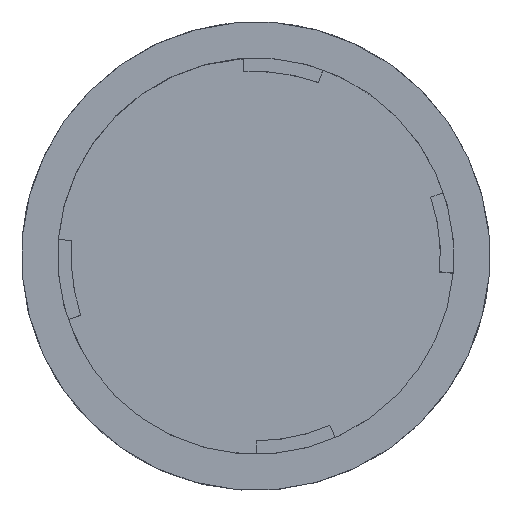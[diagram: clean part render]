
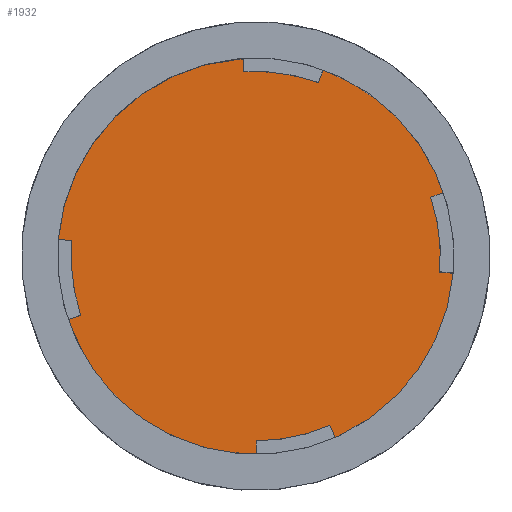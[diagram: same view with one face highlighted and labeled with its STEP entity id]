
A CAD part, top view. The second image highlights one B-rep face of the part: STEP entity #1932.
In plain terms, the highlighted planar face has unit normal (0, 0, 1).
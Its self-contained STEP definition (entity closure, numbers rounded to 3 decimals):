
#1071=CARTESIAN_POINT('',(29.573,101.734,-10.));
#1072=VERTEX_POINT('',#1071);
#1108=CARTESIAN_POINT('',(29.5,99.947,-10.));
#1109=VERTEX_POINT('',#1108);
#1116=CARTESIAN_POINT('',(50.,100.,-10.));
#1117=DIRECTION('',(0.,0.,-1.));
#1118=DIRECTION('',(0.996,-0.087,0.));
#1119=AXIS2_PLACEMENT_3D('',#1116,#1117,#1118);
#1120=CIRCLE('',#1119,20.5);
#1121=EDGE_CURVE('',#1109,#1072,#1120,.T.);
#1133=CARTESIAN_POINT('',(70.427,98.266,-10.));
#1134=VERTEX_POINT('',#1133);
#1170=CARTESIAN_POINT('',(70.5,100.053,-10.));
#1171=VERTEX_POINT('',#1170);
#1178=CARTESIAN_POINT('',(50.,100.,-10.));
#1179=DIRECTION('',(0.,0.,-1.));
#1180=DIRECTION('',(0.996,-0.087,0.));
#1181=AXIS2_PLACEMENT_3D('',#1178,#1179,#1180);
#1182=CIRCLE('',#1181,20.5);
#1183=EDGE_CURVE('',#1171,#1134,#1182,.T.);
#1195=CARTESIAN_POINT('',(50.053,79.5,-10.));
#1196=VERTEX_POINT('',#1195);
#1232=CARTESIAN_POINT('',(51.84,79.583,-10.));
#1233=VERTEX_POINT('',#1232);
#1240=CARTESIAN_POINT('',(50.,100.,-10.));
#1241=DIRECTION('',(0.,0.,-1.));
#1242=DIRECTION('',(0.996,-0.087,0.));
#1243=AXIS2_PLACEMENT_3D('',#1240,#1241,#1242);
#1244=CIRCLE('',#1243,20.5);
#1245=EDGE_CURVE('',#1233,#1196,#1244,.T.);
#1257=CARTESIAN_POINT('',(56.961,119.282,-10.));
#1258=VERTEX_POINT('',#1257);
#1294=CARTESIAN_POINT('',(55.254,119.815,-10.));
#1295=VERTEX_POINT('',#1294);
#1302=CARTESIAN_POINT('',(50.,100.,-10.));
#1303=DIRECTION('',(0.,0.,-1.));
#1304=DIRECTION('',(0.996,-0.087,0.));
#1305=AXIS2_PLACEMENT_3D('',#1302,#1303,#1304);
#1306=CIRCLE('',#1305,20.5);
#1307=EDGE_CURVE('',#1295,#1258,#1306,.T.);
#1413=CARTESIAN_POINT('',(55.639,121.265,-10.));
#1414=VERTEX_POINT('',#1413);
#1421=CARTESIAN_POINT('',(55.254,119.815,-10.));
#1422=DIRECTION('',(0.256,0.967,0.));
#1423=VECTOR('',#1422,1.5);
#1424=LINE('',#1421,#1423);
#1425=EDGE_CURVE('',#1295,#1414,#1424,.T.);
#1437=CARTESIAN_POINT('',(28.079,101.861,-10.));
#1438=VERTEX_POINT('',#1437);
#1439=CARTESIAN_POINT('',(29.573,101.734,-10.));
#1440=DIRECTION('',(-0.996,0.085,-0.));
#1441=VECTOR('',#1440,1.5);
#1442=LINE('',#1439,#1441);
#1443=EDGE_CURVE('',#1072,#1438,#1442,.T.);
#1556=CARTESIAN_POINT('',(28.,99.943,-10.));
#1557=VERTEX_POINT('',#1556);
#1564=CARTESIAN_POINT('',(29.5,99.947,-10.));
#1565=DIRECTION('',(-1.,-0.003,0.));
#1566=VECTOR('',#1565,1.5);
#1567=LINE('',#1564,#1566);
#1568=EDGE_CURVE('',#1109,#1557,#1567,.T.);
#1580=CARTESIAN_POINT('',(50.057,78.,-10.));
#1581=VERTEX_POINT('',#1580);
#1582=CARTESIAN_POINT('',(50.053,79.5,-10.));
#1583=DIRECTION('',(0.003,-1.,-0.));
#1584=VECTOR('',#1583,1.5);
#1585=LINE('',#1582,#1584);
#1586=EDGE_CURVE('',#1196,#1581,#1585,.T.);
#1708=CARTESIAN_POINT('',(51.974,78.089,-10.));
#1709=VERTEX_POINT('',#1708);
#1716=CARTESIAN_POINT('',(51.84,79.583,-10.));
#1717=DIRECTION('',(0.09,-0.996,0.));
#1718=VECTOR('',#1717,1.5);
#1719=LINE('',#1716,#1718);
#1720=EDGE_CURVE('',#1233,#1709,#1719,.T.);
#1732=CARTESIAN_POINT('',(71.921,98.139,-10.));
#1733=VERTEX_POINT('',#1732);
#1734=CARTESIAN_POINT('',(70.427,98.266,-10.));
#1735=DIRECTION('',(0.996,-0.085,-0.));
#1736=VECTOR('',#1735,1.5);
#1737=LINE('',#1734,#1736);
#1738=EDGE_CURVE('',#1134,#1733,#1737,.T.);
#1851=CARTESIAN_POINT('',(72.,100.057,-10.));
#1852=VERTEX_POINT('',#1851);
#1859=CARTESIAN_POINT('',(70.5,100.053,-10.));
#1860=DIRECTION('',(1.,0.003,0.));
#1861=VECTOR('',#1860,1.5);
#1862=LINE('',#1859,#1861);
#1863=EDGE_CURVE('',#1171,#1852,#1862,.T.);
#1869=CARTESIAN_POINT('',(53.054,211.762,-10.));
#1870=DIRECTION('',(0.,0.,-1.));
#1871=DIRECTION('',(-0.423,0.906,0.));
#1872=AXIS2_PLACEMENT_3D('',#1869,#1870,#1871);
#1873=PLANE('',#1872);
#1874=ORIENTED_EDGE('',*,*,#1245,.F.);
#1875=ORIENTED_EDGE('',*,*,#1720,.T.);
#1876=CARTESIAN_POINT('',(50.,100.,-10.));
#1877=DIRECTION('',(0.,0.,-1.));
#1878=DIRECTION('',(0.996,-0.087,0.));
#1879=AXIS2_PLACEMENT_3D('',#1876,#1877,#1878);
#1880=CIRCLE('',#1879,22.);
#1881=EDGE_CURVE('',#1733,#1709,#1880,.T.);
#1882=ORIENTED_EDGE('',*,*,#1881,.F.);
#1883=ORIENTED_EDGE('',*,*,#1738,.F.);
#1884=ORIENTED_EDGE('',*,*,#1183,.F.);
#1885=ORIENTED_EDGE('',*,*,#1863,.T.);
#1886=CARTESIAN_POINT('',(69.939,109.298,-10.));
#1887=VERTEX_POINT('',#1886);
#1888=CARTESIAN_POINT('',(50.,100.,-10.));
#1889=DIRECTION('',(0.,0.,-1.));
#1890=DIRECTION('',(0.996,-0.087,0.));
#1891=AXIS2_PLACEMENT_3D('',#1888,#1889,#1890);
#1892=CIRCLE('',#1891,22.);
#1893=EDGE_CURVE('',#1887,#1852,#1892,.T.);
#1894=ORIENTED_EDGE('',*,*,#1893,.F.);
#1895=CARTESIAN_POINT('',(57.471,120.693,-10.));
#1896=VERTEX_POINT('',#1895);
#1897=CARTESIAN_POINT('',(50.,100.,-10.));
#1898=DIRECTION('',(0.,0.,-1.));
#1899=DIRECTION('',(0.996,-0.087,0.));
#1900=AXIS2_PLACEMENT_3D('',#1897,#1898,#1899);
#1901=CIRCLE('',#1900,22.);
#1902=EDGE_CURVE('',#1896,#1887,#1901,.T.);
#1903=ORIENTED_EDGE('',*,*,#1902,.F.);
#1904=CARTESIAN_POINT('',(56.961,119.282,-10.));
#1905=DIRECTION('',(0.34,0.941,-0.));
#1906=VECTOR('',#1905,1.5);
#1907=LINE('',#1904,#1906);
#1908=EDGE_CURVE('',#1258,#1896,#1907,.T.);
#1909=ORIENTED_EDGE('',*,*,#1908,.F.);
#1910=ORIENTED_EDGE('',*,*,#1307,.F.);
#1911=ORIENTED_EDGE('',*,*,#1425,.T.);
#1912=CARTESIAN_POINT('',(50.,100.,-10.));
#1913=DIRECTION('',(0.,0.,-1.));
#1914=DIRECTION('',(0.996,-0.087,0.));
#1915=AXIS2_PLACEMENT_3D('',#1912,#1913,#1914);
#1916=CIRCLE('',#1915,22.);
#1917=EDGE_CURVE('',#1438,#1414,#1916,.T.);
#1918=ORIENTED_EDGE('',*,*,#1917,.F.);
#1919=ORIENTED_EDGE('',*,*,#1443,.F.);
#1920=ORIENTED_EDGE('',*,*,#1121,.F.);
#1921=ORIENTED_EDGE('',*,*,#1568,.T.);
#1922=CARTESIAN_POINT('',(50.,100.,-10.));
#1923=DIRECTION('',(0.,0.,-1.));
#1924=DIRECTION('',(0.996,-0.087,0.));
#1925=AXIS2_PLACEMENT_3D('',#1922,#1923,#1924);
#1926=CIRCLE('',#1925,22.);
#1927=EDGE_CURVE('',#1581,#1557,#1926,.T.);
#1928=ORIENTED_EDGE('',*,*,#1927,.F.);
#1929=ORIENTED_EDGE('',*,*,#1586,.F.);
#1930=EDGE_LOOP('',(#1874,#1875,#1882,#1883,#1884,#1885,#1894,#1903,#1909,#1910,#1911,#1918,#1919,#1920,#1921,#1928,#1929));
#1931=FACE_BOUND('',#1930,.T.);
#1932=ADVANCED_FACE('',(#1931),#1873,.F.);
